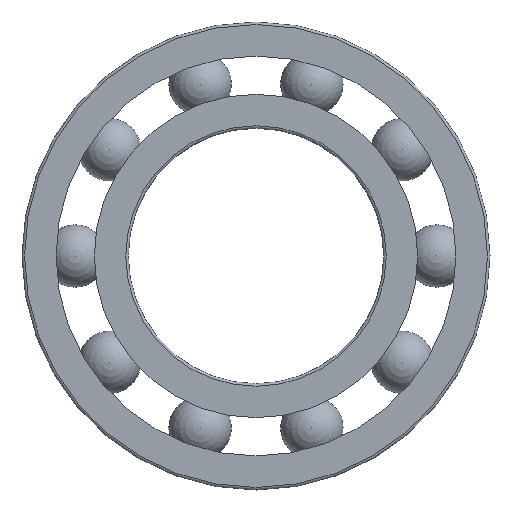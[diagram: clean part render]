
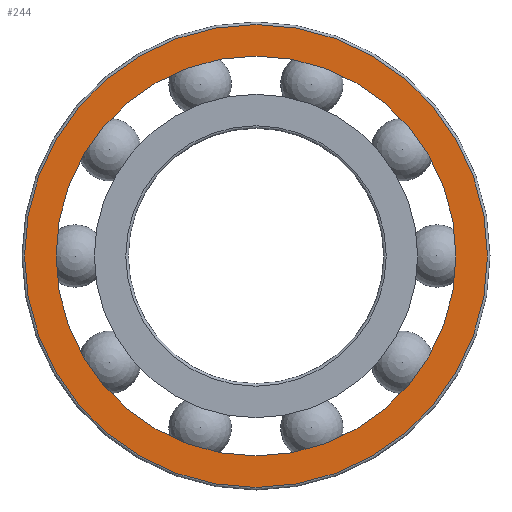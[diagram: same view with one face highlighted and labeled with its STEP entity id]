
A CAD part, left-side view. The second image highlights one B-rep face of the part: STEP entity #244.
In plain terms, the highlighted planar face has unit normal (-1, 0, 0).
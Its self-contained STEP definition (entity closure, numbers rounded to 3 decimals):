
#102=ORIENTED_EDGE('',*,*,#126,.T.);
#103=ORIENTED_EDGE('',*,*,#127,.F.);
#126=EDGE_CURVE('',#142,#142,#159,.T.);
#127=EDGE_CURVE('',#143,#143,#160,.T.);
#142=VERTEX_POINT('',#455);
#143=VERTEX_POINT('',#457);
#159=CIRCLE('',#308,23.5);
#160=CIRCLE('',#309,27.2);
#183=EDGE_LOOP('',(#102));
#184=EDGE_LOOP('',(#103));
#215=FACE_BOUND('',#183,.T.);
#216=FACE_BOUND('',#184,.T.);
#234=PLANE('',#307);
#244=ADVANCED_FACE('',(#215,#216),#234,.T.);
#307=AXIS2_PLACEMENT_3D('',#453,#371,#372);
#308=AXIS2_PLACEMENT_3D('',#454,#373,#374);
#309=AXIS2_PLACEMENT_3D('',#456,#375,#376);
#371=DIRECTION('',(-1.,0.,0.));
#372=DIRECTION('',(0.,0.,1.));
#373=DIRECTION('',(1.,0.,0.));
#374=DIRECTION('',(0.,0.,-1.));
#375=DIRECTION('',(1.,0.,0.));
#376=DIRECTION('',(0.,0.,-1.));
#453=CARTESIAN_POINT('',(0.,27.2,0.));
#454=CARTESIAN_POINT('',(0.,0.,0.));
#455=CARTESIAN_POINT('',(0.,0.,-23.5));
#456=CARTESIAN_POINT('',(0.,0.,0.));
#457=CARTESIAN_POINT('',(0.,0.,-27.2));
